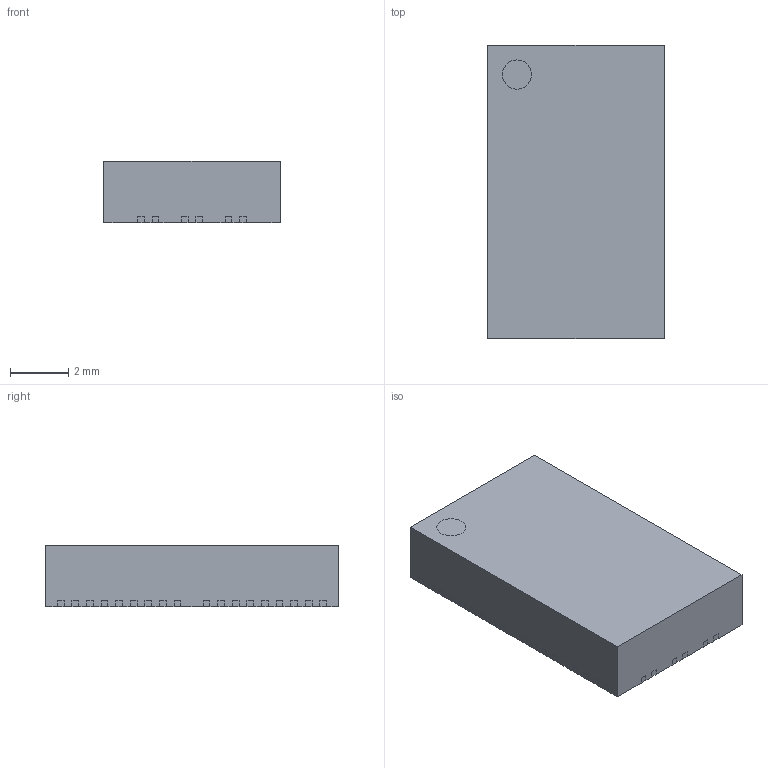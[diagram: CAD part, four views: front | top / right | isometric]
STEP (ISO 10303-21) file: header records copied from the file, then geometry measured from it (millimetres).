
FILE_DESCRIPTION((''),'2;1');
FILE_NAME('MICROCHIP_P2QFN-54.stp','2016-08-12T15:57:21',(''),(''),'Mechanical Desktop 2011','Mechanical Desktop 2011',', , ');
FILE_SCHEMA(('AUTOMOTIVE_DESIGN { 1 2 10303 214 1 1 1 1 }'));
Length unit declared in the file: millimetre
Products named in the file (1): Product
Bounding box: 6.05 x 10.05 x 2.1 mm (x, y, z)
Volume: 127.7 mm3; surface area: 279.3 mm2
Topology: 56 solids, 56 shells, 579 faces, 1386 edges, 924 vertices
Faces by surface type: plane 289, bspline 286, cylinder 4
Entity records: 16432 total; most frequent: CARTESIAN_POINT 3748, ORIENTED_EDGE 2772, DIRECTION 1982, EDGE_CURVE 1386, VECTOR 1378, LINE 1378, VERTEX_POINT 924, EDGE_LOOP 584
